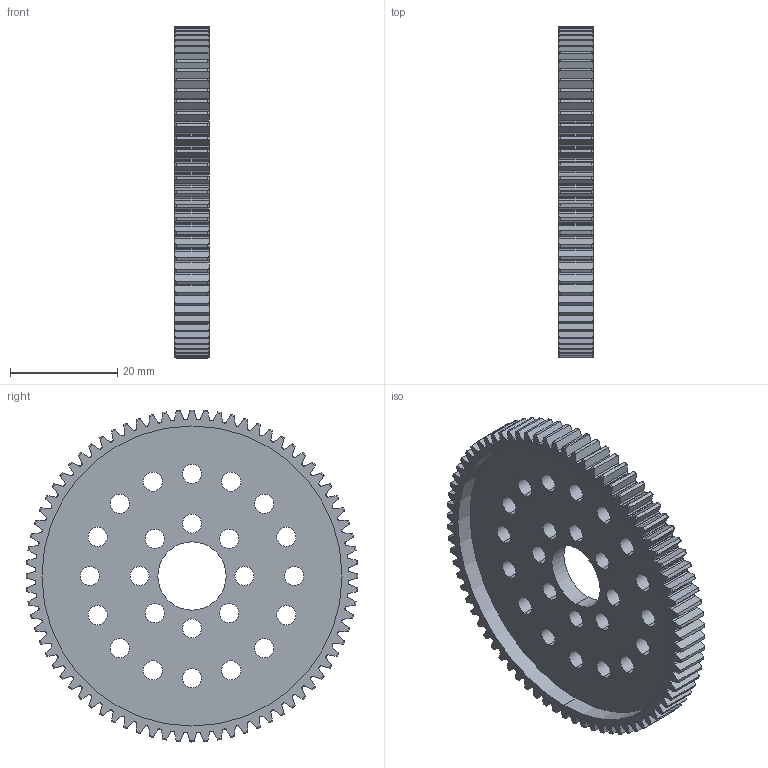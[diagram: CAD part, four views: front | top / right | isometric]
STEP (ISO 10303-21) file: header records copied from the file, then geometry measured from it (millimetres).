
FILE_DESCRIPTION (( 'STEP AP203' ), '1' );
FILE_NAME ('615202.STEP', '2014-07-22T20:08:04', ( 'Kyle' ), ( 'Microsoft' ), 'SwSTEP 2.0', 'SolidWorks 2014', '' );
FILE_SCHEMA (( 'CONFIG_CONTROL_DESIGN' ));
Length unit declared in the file: inch
Products named in the file (1): 615202
Bounding box: 6.35 x 61.91 x 61.91 mm (x, y, z)
Volume: 9120.8 mm3; surface area: 8858.8 mm2
Topology: 1 solids, 1 shells, 698 faces, 2085 edges, 1390 vertices
Faces by surface type: cylinder 389, torus 154, bspline 152, plane 3
Entity records: 30468 total; most frequent: CARTESIAN_POINT 12230, ORIENTED_EDGE 4170, DIRECTION 3507, EDGE_CURVE 2085, AXIS2_PLACEMENT_3D 1483, VERTEX_POINT 1390, CIRCLE 936, EDGE_LOOP 749
